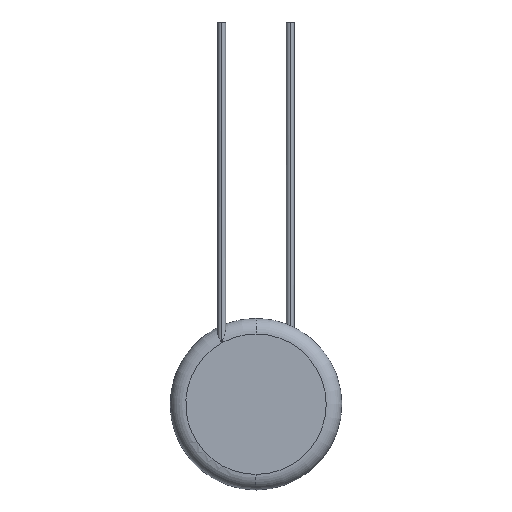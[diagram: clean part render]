
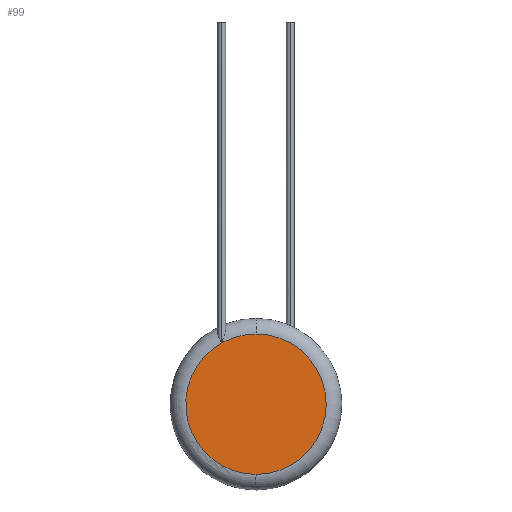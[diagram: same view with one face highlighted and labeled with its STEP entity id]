
A CAD part, left-side view. The second image highlights one B-rep face of the part: STEP entity #99.
In plain terms, the highlighted planar face has unit normal (-1, 0, 0).
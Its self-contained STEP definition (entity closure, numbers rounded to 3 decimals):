
#99=ADVANCED_FACE('',(#139),#141,.T.);
#139=FACE_OUTER_BOUND('',#140,.T.);
#140=EDGE_LOOP('',(#231,#232,#233));
#141=PLANE('',#142);
#142=AXIS2_PLACEMENT_3D('',#143,#144,#145);
#143=CARTESIAN_POINT('',(-6.,0.,0.));
#144=DIRECTION('',(-1.,0.,0.));
#145=DIRECTION('',(0.,0.,-1.));
#231=ORIENTED_EDGE('',*,*,#285,.T.);
#232=ORIENTED_EDGE('',*,*,#268,.T.);
#233=ORIENTED_EDGE('',*,*,#267,.T.);
#267=EDGE_CURVE('',#293,#297,#298,.T.);
#268=EDGE_CURVE('',#299,#293,#300,.T.);
#285=EDGE_CURVE('',#297,#299,#329,.T.);
#293=VERTEX_POINT('',#337);
#297=VERTEX_POINT('',#419);
#298=CIRCLE('',#420,9.);
#299=VERTEX_POINT('',#424);
#300=CIRCLE('',#425,9.);
#329=CIRCLE('',#600,9.);
#337=CARTESIAN_POINT('',(-6.,4.4,7.851));
#419=CARTESIAN_POINT('',(-6.,0.,-9.));
#420=AXIS2_PLACEMENT_3D('',#421,#422,#423);
#421=CARTESIAN_POINT('',(-6.,0.,0.));
#422=DIRECTION('',(-1.,0.,0.));
#423=DIRECTION('',(0.,0.489,0.872));
#424=CARTESIAN_POINT('',(-6.,0.,9.));
#425=AXIS2_PLACEMENT_3D('',#426,#427,#428);
#426=CARTESIAN_POINT('',(-6.,0.,0.));
#427=DIRECTION('',(-1.,0.,0.));
#428=DIRECTION('',(0.,0.,1.));
#600=AXIS2_PLACEMENT_3D('',#601,#602,#603);
#601=CARTESIAN_POINT('',(-6.,0.,0.));
#602=DIRECTION('',(-1.,0.,0.));
#603=DIRECTION('',(0.,0.,-1.));
